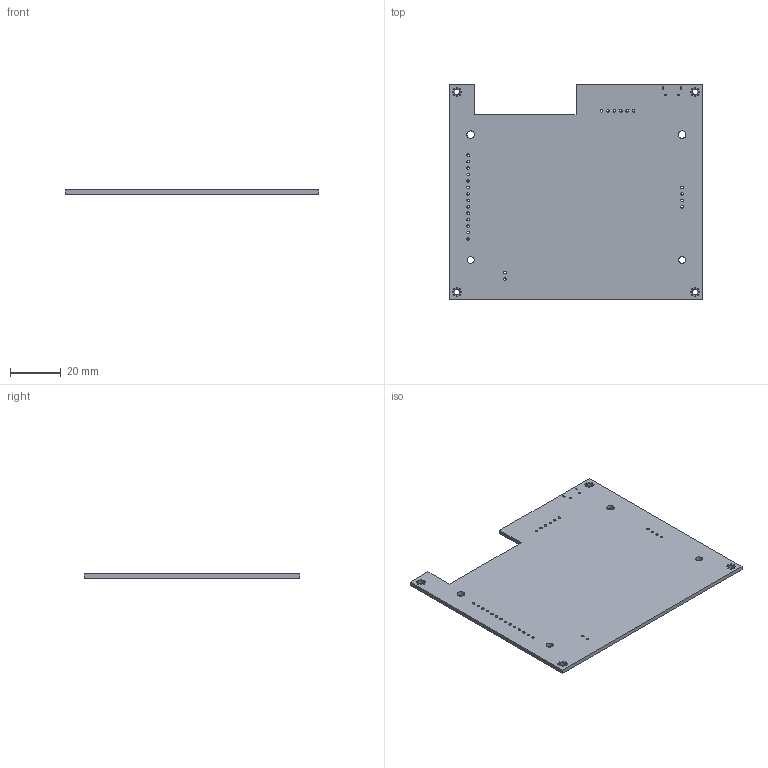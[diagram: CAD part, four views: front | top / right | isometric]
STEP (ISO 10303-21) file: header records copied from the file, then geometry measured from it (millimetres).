
FILE_DESCRIPTION(('KiCad electronic assembly'),'2;1');
FILE_NAME('esp32_display.step','2021-12-30T16:36:33',('Pcbnew'),('Kicad' ),'Open CASCADE STEP processor 7.5','KiCad to STEP converter', 'Unknown');
FILE_SCHEMA(('AUTOMOTIVE_DESIGN { 1 0 10303 214 1 1 1 1 }'));
Length unit declared in the file: millimetre
Products named in the file (2): esp32_display 1; _autosave-esp32_display PCB
Assembly tree (1 placements, depth 2):
  esp32_display 1
    _autosave-esp32_display PCB
Bounding box: 100 x 85 x 1.6 mm (x, y, z)
Volume: 12724.7 mm3; surface area: 16849.4 mm2
Topology: 1 solids, 1 shells, 92 faces, 270 edges, 180 vertices
Faces by surface type: cylinder 74, plane 18
Full cylindrical faces by diameter (mm): 0.4 x32, 1 x26, 2.2 x4, 2.7 x2, 3 x2
Entity records: 6979 total; most frequent: DIRECTION 1146, CARTESIAN_POINT 1084, ORIENTED_EDGE 540, PCURVE 540, DEFINITIONAL_REPRESENTATION 540, LINE 514, VECTOR 514, CIRCLE 296
